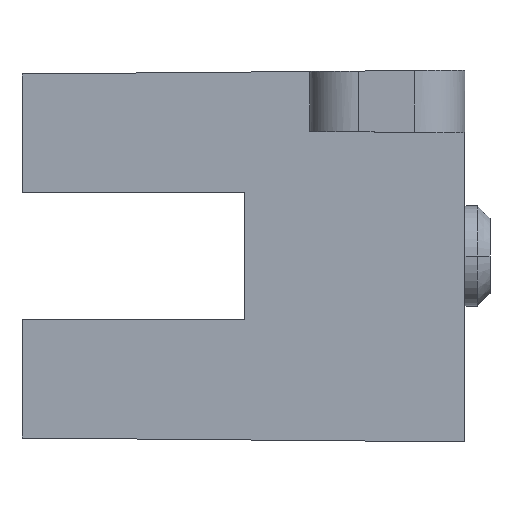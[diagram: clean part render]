
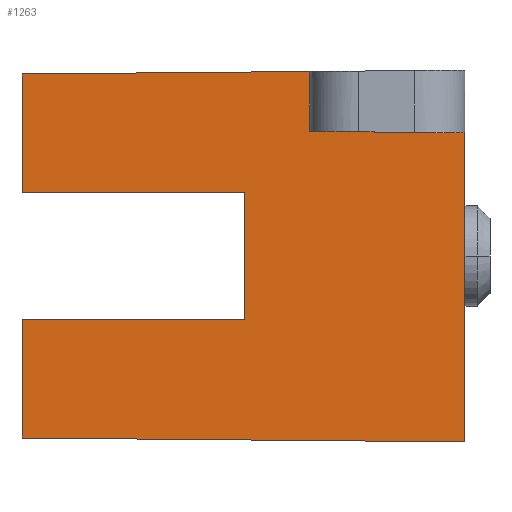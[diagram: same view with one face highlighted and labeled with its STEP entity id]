
A CAD part, left-side view. The second image highlights one B-rep face of the part: STEP entity #1263.
In plain terms, the highlighted planar face has unit normal (-1, 0.009, 0).
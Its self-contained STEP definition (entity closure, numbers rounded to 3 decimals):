
#49=DIRECTION('',(0.009,1.,0.009));
#50=VECTOR('',#49,6.2);
#51=CARTESIAN_POINT('',(-3.377,-15.2,7.923));
#52=LINE('',#51,#50);
#53=DIRECTION('',(0.,0.,1.));
#54=VECTOR('',#53,4.722);
#55=CARTESIAN_POINT('',(-3.222,2.5,-4.272));
#56=LINE('',#55,#54);
#57=DIRECTION('',(-0.009,-1.,0.));
#58=VECTOR('',#57,8.9);
#59=CARTESIAN_POINT('',(-3.222,2.5,0.45));
#60=LINE('',#59,#58);
#61=DIRECTION('',(0.,0.,1.));
#62=VECTOR('',#61,5.1);
#63=CARTESIAN_POINT('',(-3.3,-6.4,0.45));
#64=LINE('',#63,#62);
#65=DIRECTION('',(-0.009,-1.,0.));
#66=VECTOR('',#65,8.9);
#67=CARTESIAN_POINT('',(-3.222,2.5,5.55));
#68=LINE('',#67,#66);
#69=DIRECTION('',(0.,0.,-1.));
#70=VECTOR('',#69,4.722);
#71=CARTESIAN_POINT('',(-3.222,2.5,10.272));
#72=LINE('',#71,#70);
#73=DIRECTION('',(0.,0.,-1.));
#74=VECTOR('',#73,2.395);
#75=CARTESIAN_POINT('',(-3.323,-9.,10.373));
#76=LINE('',#75,#74);
#201=DIRECTION('',(0.009,1.,-0.009));
#202=VECTOR('',#201,11.501);
#203=CARTESIAN_POINT('',(-3.323,-9.,10.373));
#204=LINE('',#203,#202);
#541=DIRECTION('',(0.009,1.,0.009));
#542=VECTOR('',#541,17.701);
#543=CARTESIAN_POINT('',(-3.377,-15.2,-4.427));
#544=LINE('',#543,#542);
#565=DIRECTION('',(0.,0.,1.));
#566=VECTOR('',#565,12.35);
#567=CARTESIAN_POINT('',(-3.377,-15.2,-4.427));
#568=LINE('',#567,#566);
#1067=CARTESIAN_POINT('',(-3.222,2.5,10.272));
#1069=VERTEX_POINT('',#1067);
#1071=CARTESIAN_POINT('',(-3.222,2.5,-4.272));
#1073=VERTEX_POINT('',#1071);
#1076=CARTESIAN_POINT('',(-3.377,-15.2,-4.427));
#1078=VERTEX_POINT('',#1076);
#1097=CARTESIAN_POINT('',(-3.323,-9.,10.373));
#1098=VERTEX_POINT('',#1097);
#1117=CARTESIAN_POINT('',(-3.3,-6.4,5.55));
#1118=VERTEX_POINT('',#1117);
#1119=CARTESIAN_POINT('',(-3.222,2.5,5.55));
#1121=VERTEX_POINT('',#1119);
#1125=CARTESIAN_POINT('',(-3.3,-6.4,0.45));
#1126=VERTEX_POINT('',#1125);
#1127=CARTESIAN_POINT('',(-3.222,2.5,0.45));
#1129=VERTEX_POINT('',#1127);
#1173=CARTESIAN_POINT('',(-3.377,-15.2,7.923));
#1174=CARTESIAN_POINT('',(-3.323,-9.,7.977));
#1175=VERTEX_POINT('',#1173);
#1176=VERTEX_POINT('',#1174);
#1237=CARTESIAN_POINT('',(-3.3,-6.4,-5.238));
#1238=DIRECTION('',(-1.,0.009,0.));
#1239=DIRECTION('',(0.,0.,1.));
#1240=AXIS2_PLACEMENT_3D('',#1237,#1238,#1239);
#1241=PLANE('',#1240);
#1243=ORIENTED_EDGE('',*,*,#1242,.F.);
#1245=ORIENTED_EDGE('',*,*,#1244,.F.);
#1247=ORIENTED_EDGE('',*,*,#1246,.T.);
#1249=ORIENTED_EDGE('',*,*,#1248,.T.);
#1251=ORIENTED_EDGE('',*,*,#1250,.T.);
#1252=ORIENTED_EDGE('',*,*,#1194,.T.);
#1254=ORIENTED_EDGE('',*,*,#1253,.F.);
#1256=ORIENTED_EDGE('',*,*,#1255,.F.);
#1258=ORIENTED_EDGE('',*,*,#1257,.F.);
#1260=ORIENTED_EDGE('',*,*,#1259,.T.);
#1261=EDGE_LOOP('',(#1243,#1245,#1247,#1249,#1251,#1252,#1254,#1256,#1258,
#1260));
#1262=FACE_OUTER_BOUND('',#1261,.F.);
#1194=EDGE_CURVE('',#1126,#1118,#64,.T.);
#1242=EDGE_CURVE('',#1175,#1176,#52,.T.);
#1244=EDGE_CURVE('',#1078,#1175,#568,.T.);
#1246=EDGE_CURVE('',#1078,#1073,#544,.T.);
#1248=EDGE_CURVE('',#1073,#1129,#56,.T.);
#1250=EDGE_CURVE('',#1129,#1126,#60,.T.);
#1253=EDGE_CURVE('',#1121,#1118,#68,.T.);
#1255=EDGE_CURVE('',#1069,#1121,#72,.T.);
#1257=EDGE_CURVE('',#1098,#1069,#204,.T.);
#1259=EDGE_CURVE('',#1098,#1176,#76,.T.);
#1263=ADVANCED_FACE('',(#1262),#1241,.T.);
